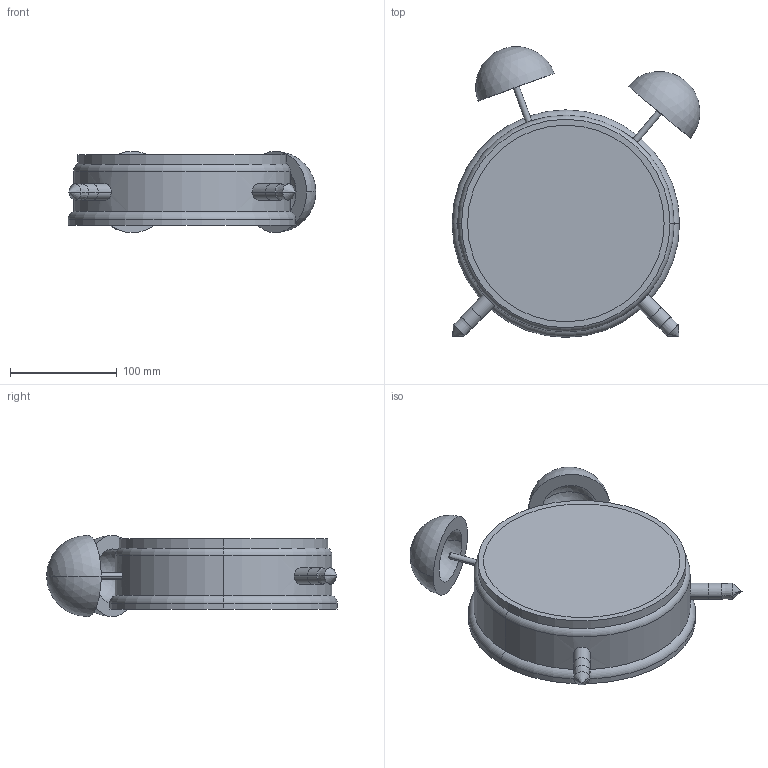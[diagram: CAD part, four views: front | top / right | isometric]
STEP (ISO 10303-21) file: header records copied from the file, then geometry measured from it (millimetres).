
FILE_DESCRIPTION((''),'2;1');
FILE_NAME('CLOCKASSEMBLY_ASM','2020-11-01T23:48:26',('me'),(''),'CREO PARAMETRIC BY PTC INC, 2019224','CREO PARAMETRIC BY PTC INC, 2019224','');
FILE_SCHEMA(('CONFIG_CONTROL_DESIGN'));
Length unit declared in the file: inch
Products named in the file (10): CLOCKBASE; BELL; PIN; HAND; LEG; PRT0001; GLASS; HAND2; MY-NAME; CLOCKASSEMBLY_ASM
Assembly tree (10 placements, depth 2):
  CLOCKASSEMBLY_ASM
    CLOCKBASE
    BELL  x2
    PIN
    HAND
    LEG
    PRT0001
    GLASS
    HAND2
    MY-NAME
Bounding box: 232.46 x 272.64 x 76.2 mm (x, y, z)
Volume: 1087063.7 mm3; surface area: 240681.2 mm2
Topology: 14 solids, 14 shells, 291 faces, 764 edges, 488 vertices
Faces by surface type: plane 221, cylinder 32, cone 10, sphere 10, torus 8, revolution 6, extrusion 4
Entity records: 8957 total; most frequent: CARTESIAN_POINT 1702, ORIENTED_EDGE 1472, DIRECTION 1396, EDGE_CURVE 736, VECTOR 638, LINE 634, VERTEX_POINT 482, AXIS2_PLACEMENT_3D 376
